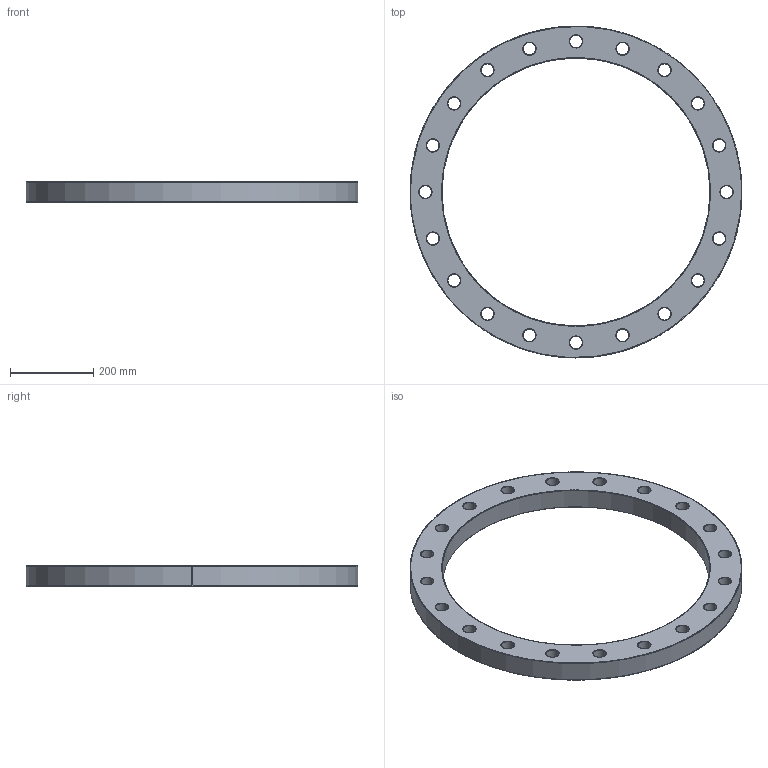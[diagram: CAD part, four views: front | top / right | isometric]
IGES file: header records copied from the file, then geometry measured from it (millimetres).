
Start section: SolidWorks IGES file using analytic representation for surfaces
Global section: file name: Backing Flange PN10_001 515 7120 0630.igs; native system: SolidWorks 2021; preprocessor: SolidWorks 2021; author: b.kav; date: 220610.141039; units: millimetre
Bounding box: 799 x 799 x 50 mm (x, y, z)
Surface area: 636609.3 mm2 (no closed solid volume)
Topology: 0 solids, 0 shells, 134 faces, 2064 edges, 2064 vertices
Faces by surface type: bspline 90, revolution 44
